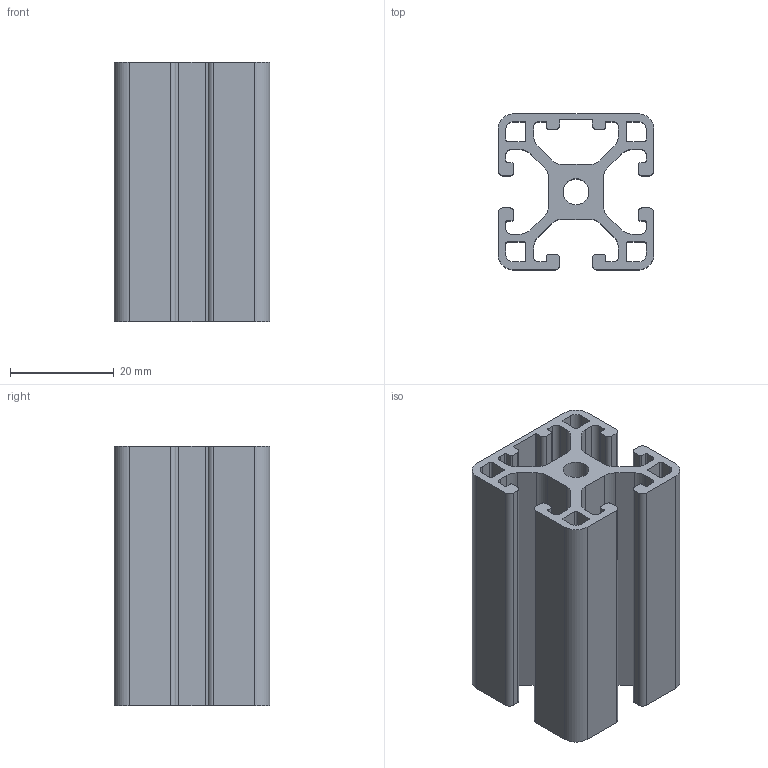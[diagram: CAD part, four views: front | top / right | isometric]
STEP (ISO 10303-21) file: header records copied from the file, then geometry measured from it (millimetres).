
FILE_DESCRIPTION (( 'STEP AP214' ), '1' );
FILE_NAME ('BASE06E0059-Profilé 6 30x30 1N léger.step', '2023-03-24T09:36:28', ( 'Altae' ), ( '' ), 'SwSTEP 2.0', 'SolidWorks 2021', '' );
FILE_SCHEMA (( 'AUTOMOTIVE_DESIGN' ));
Length unit declared in the file: millimetre
Products named in the file (1): BASE06E0059-Profilé 6 30x30 1N léger
Bounding box: 30 x 30 x 50 mm (x, y, z)
Volume: 17674.9 mm3; surface area: 18109.6 mm2
Topology: 1 solids, 1 shells, 156 faces, 462 edges, 308 vertices
Faces by surface type: cylinder 78, plane 78
Entity records: 5320 total; most frequent: DIRECTION 932, CARTESIAN_POINT 927, ORIENTED_EDGE 924, EDGE_CURVE 462, AXIS2_PLACEMENT_3D 313, VERTEX_POINT 308, VECTOR 306, LINE 306
